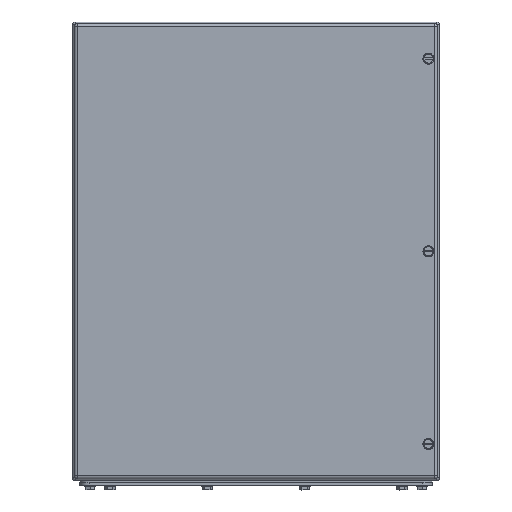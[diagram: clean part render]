
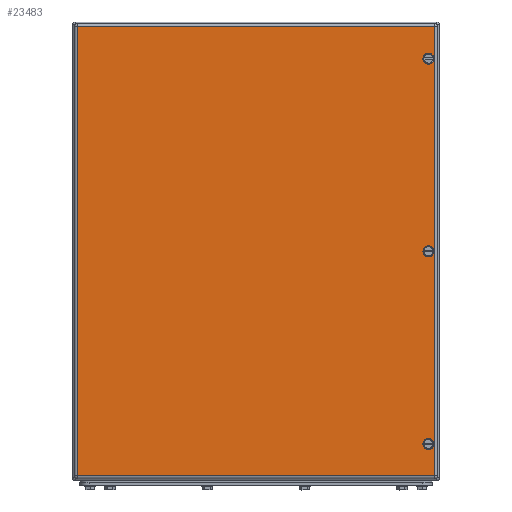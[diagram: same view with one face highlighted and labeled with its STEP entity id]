
A CAD part, top view. The second image highlights one B-rep face of the part: STEP entity #23483.
In plain terms, the highlighted planar face has unit normal (0, 0, 1).
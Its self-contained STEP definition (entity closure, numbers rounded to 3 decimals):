
#23407=AXIS2_PLACEMENT_3D('Plane Axis2P3D',#23404,#23405,#23406) ;
#23449=AXIS2_PLACEMENT_3D('Circle Axis2P3D',#23447,#23448,$) ;
#23458=AXIS2_PLACEMENT_3D('Circle Axis2P3D',#23456,#23457,$) ;
#23467=AXIS2_PLACEMENT_3D('Circle Axis2P3D',#23465,#23466,$) ;
#23476=AXIS2_PLACEMENT_3D('Circle Axis2P3D',#23474,#23475,$) ;
#23166=CARTESIAN_POINT('Vertex',(384.5,260.,200.)) ;
#23170=CARTESIAN_POINT('Control Point',(384.5,260.,200.)) ;
#23171=CARTESIAN_POINT('Control Point',(384.5,259.45,200.)) ;
#23172=CARTESIAN_POINT('Control Point',(384.608,258.9,200.)) ;
#23173=CARTESIAN_POINT('Control Point',(384.824,258.379,200.)) ;
#23174=CARTESIAN_POINT('Control Point',(385.449,257.449,200.)) ;
#23175=CARTESIAN_POINT('Control Point',(386.379,256.824,200.)) ;
#23176=CARTESIAN_POINT('Control Point',(386.9,256.608,200.)) ;
#23177=CARTESIAN_POINT('Control Point',(388.,256.392,200.)) ;
#23178=CARTESIAN_POINT('Control Point',(389.1,256.608,200.)) ;
#23179=CARTESIAN_POINT('Control Point',(389.621,256.824,200.)) ;
#23180=CARTESIAN_POINT('Control Point',(390.551,257.449,200.)) ;
#23181=CARTESIAN_POINT('Control Point',(391.176,258.379,200.)) ;
#23182=CARTESIAN_POINT('Control Point',(391.392,258.9,200.)) ;
#23183=CARTESIAN_POINT('Control Point',(391.5,259.45,200.)) ;
#23184=CARTESIAN_POINT('Control Point',(391.5,260.,200.)) ;
#23185=CARTESIAN_POINT('Vertex',(391.5,260.,200.)) ;
#23381=CARTESIAN_POINT('Control Point',(391.5,260.,200.)) ;
#23382=CARTESIAN_POINT('Control Point',(391.5,260.55,200.)) ;
#23383=CARTESIAN_POINT('Control Point',(391.392,261.1,200.)) ;
#23384=CARTESIAN_POINT('Control Point',(391.176,261.621,200.)) ;
#23385=CARTESIAN_POINT('Control Point',(390.551,262.551,200.)) ;
#23386=CARTESIAN_POINT('Control Point',(389.621,263.176,200.)) ;
#23387=CARTESIAN_POINT('Control Point',(389.1,263.392,200.)) ;
#23388=CARTESIAN_POINT('Control Point',(388.,263.608,200.)) ;
#23389=CARTESIAN_POINT('Control Point',(386.9,263.392,200.)) ;
#23390=CARTESIAN_POINT('Control Point',(386.379,263.176,200.)) ;
#23391=CARTESIAN_POINT('Control Point',(385.449,262.551,200.)) ;
#23392=CARTESIAN_POINT('Control Point',(384.824,261.621,200.)) ;
#23393=CARTESIAN_POINT('Control Point',(384.608,261.1,200.)) ;
#23394=CARTESIAN_POINT('Control Point',(384.5,260.55,200.)) ;
#23395=CARTESIAN_POINT('Control Point',(384.5,260.,200.)) ;
#23404=CARTESIAN_POINT('Axis2P3D Location',(200.,260.,200.)) ;
#23409=CARTESIAN_POINT('Line Origine',(395.,260.,200.)) ;
#23413=CARTESIAN_POINT('Vertex',(395.,15.,200.)) ;
#23415=CARTESIAN_POINT('Vertex',(395.,505.,200.)) ;
#23418=CARTESIAN_POINT('Line Origine',(200.,505.,200.)) ;
#23422=CARTESIAN_POINT('Vertex',(5.,505.,200.)) ;
#23425=CARTESIAN_POINT('Line Origine',(5.,260.,200.)) ;
#23429=CARTESIAN_POINT('Vertex',(5.,15.,200.)) ;
#23432=CARTESIAN_POINT('Line Origine',(200.,15.,200.)) ;
#23447=CARTESIAN_POINT('Axis2P3D Location',(388.,470.,200.)) ;
#23451=CARTESIAN_POINT('Vertex',(391.5,470.,200.)) ;
#23453=CARTESIAN_POINT('Vertex',(384.5,470.,200.)) ;
#23456=CARTESIAN_POINT('Axis2P3D Location',(388.,470.,200.)) ;
#23465=CARTESIAN_POINT('Axis2P3D Location',(388.,50.,200.)) ;
#23469=CARTESIAN_POINT('Vertex',(391.5,50.,200.)) ;
#23471=CARTESIAN_POINT('Vertex',(384.5,50.,200.)) ;
#23474=CARTESIAN_POINT('Axis2P3D Location',(388.,50.,200.)) ;
#23405=DIRECTION('Axis2P3D Direction',(0.,0.,1.)) ;
#23406=DIRECTION('Axis2P3D XDirection',(1.,0.,0.)) ;
#23410=DIRECTION('Vector Direction',(0.,1.,0.)) ;
#23419=DIRECTION('Vector Direction',(-1.,0.,0.)) ;
#23426=DIRECTION('Vector Direction',(0.,-1.,0.)) ;
#23433=DIRECTION('Vector Direction',(1.,0.,0.)) ;
#23448=DIRECTION('Axis2P3D Direction',(0.,0.,1.)) ;
#23457=DIRECTION('Axis2P3D Direction',(0.,0.,1.)) ;
#23466=DIRECTION('Axis2P3D Direction',(0.,0.,1.)) ;
#23475=DIRECTION('Axis2P3D Direction',(0.,0.,1.)) ;
#23411=VECTOR('Line Direction',#23410,1.) ;
#23420=VECTOR('Line Direction',#23419,1.) ;
#23427=VECTOR('Line Direction',#23426,1.) ;
#23434=VECTOR('Line Direction',#23433,1.) ;
#23438=ORIENTED_EDGE('',*,*,#23417,.T.) ;
#23439=ORIENTED_EDGE('',*,*,#23424,.T.) ;
#23440=ORIENTED_EDGE('',*,*,#23431,.T.) ;
#23441=ORIENTED_EDGE('',*,*,#23436,.T.) ;
#23444=ORIENTED_EDGE('',*,*,#23396,.F.) ;
#23445=ORIENTED_EDGE('',*,*,#23187,.F.) ;
#23462=ORIENTED_EDGE('',*,*,#23455,.F.) ;
#23463=ORIENTED_EDGE('',*,*,#23460,.F.) ;
#23480=ORIENTED_EDGE('',*,*,#23473,.F.) ;
#23481=ORIENTED_EDGE('',*,*,#23478,.F.) ;
#23446=FACE_BOUND('',#23443,.T.) ;
#23464=FACE_BOUND('',#23461,.T.) ;
#23482=FACE_BOUND('',#23479,.T.) ;
#23483=ADVANCED_FACE('76192_ZUB_DE_HS_KEBI_500x400-1/76192_DE_HS_KEBI_500x400-1-solid1',(#23442,#23446,#23464,#23482),#23408,.T.) ;
#23169=B_SPLINE_CURVE_WITH_KNOTS('',5,(#23170,#23171,#23172,#23173,#23174,#23175,#23176,#23177,#23178,#23179,#23180,#23181,#23182,#23183,#23184),.UNSPECIFIED.,.F.,.U.,(6,3,3,3,6),(-5.498,-2.749,0.,2.749,5.498),.UNSPECIFIED.) ;
#23380=B_SPLINE_CURVE_WITH_KNOTS('',5,(#23381,#23382,#23383,#23384,#23385,#23386,#23387,#23388,#23389,#23390,#23391,#23392,#23393,#23394,#23395),.UNSPECIFIED.,.F.,.U.,(6,3,3,3,6),(-5.498,-2.749,0.,2.749,5.498),.UNSPECIFIED.) ;
#23450=CIRCLE('generated circle',#23449,3.5) ;
#23459=CIRCLE('generated circle',#23458,3.5) ;
#23468=CIRCLE('generated circle',#23467,3.5) ;
#23477=CIRCLE('generated circle',#23476,3.5) ;
#23187=EDGE_CURVE('',#23167,#23186,#23169,.T.) ;
#23396=EDGE_CURVE('',#23186,#23167,#23380,.T.) ;
#23417=EDGE_CURVE('',#23414,#23416,#23412,.T.) ;
#23424=EDGE_CURVE('',#23416,#23423,#23421,.T.) ;
#23431=EDGE_CURVE('',#23423,#23430,#23428,.T.) ;
#23436=EDGE_CURVE('',#23430,#23414,#23435,.T.) ;
#23455=EDGE_CURVE('',#23452,#23454,#23450,.T.) ;
#23460=EDGE_CURVE('',#23454,#23452,#23459,.T.) ;
#23473=EDGE_CURVE('',#23470,#23472,#23468,.T.) ;
#23478=EDGE_CURVE('',#23472,#23470,#23477,.T.) ;
#23437=EDGE_LOOP('',(#23438,#23439,#23440,#23441)) ;
#23443=EDGE_LOOP('',(#23444,#23445)) ;
#23461=EDGE_LOOP('',(#23462,#23463)) ;
#23479=EDGE_LOOP('',(#23480,#23481)) ;
#23442=FACE_OUTER_BOUND('',#23437,.T.) ;
#23412=LINE('Line',#23409,#23411) ;
#23421=LINE('Line',#23418,#23420) ;
#23428=LINE('Line',#23425,#23427) ;
#23435=LINE('Line',#23432,#23434) ;
#23408=PLANE('',#23407) ;
#23167=VERTEX_POINT('',#23166) ;
#23186=VERTEX_POINT('',#23185) ;
#23414=VERTEX_POINT('',#23413) ;
#23416=VERTEX_POINT('',#23415) ;
#23423=VERTEX_POINT('',#23422) ;
#23430=VERTEX_POINT('',#23429) ;
#23452=VERTEX_POINT('',#23451) ;
#23454=VERTEX_POINT('',#23453) ;
#23470=VERTEX_POINT('',#23469) ;
#23472=VERTEX_POINT('',#23471) ;
